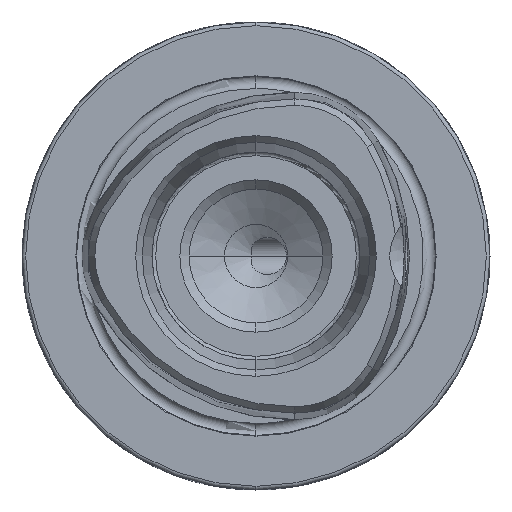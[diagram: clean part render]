
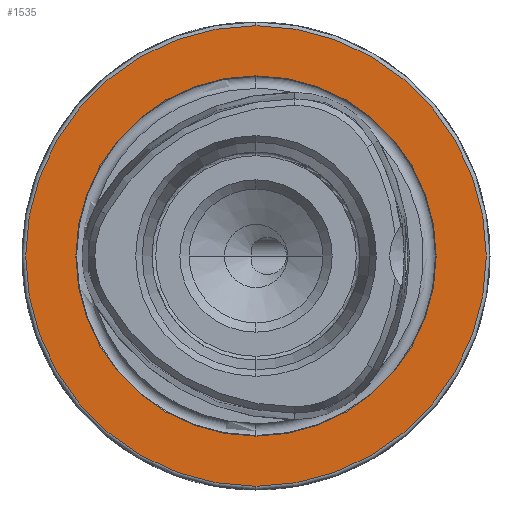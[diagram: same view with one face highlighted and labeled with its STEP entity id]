
A CAD part, left-side view. The second image highlights one B-rep face of the part: STEP entity #1535.
In plain terms, the highlighted planar face has unit normal (-1, 0, 0).
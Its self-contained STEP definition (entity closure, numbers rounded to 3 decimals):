
#286 = AXIS2_PLACEMENT_3D ( 'NONE', #6263, #6264, #6265 ) ;
#288 = AXIS2_PLACEMENT_3D ( 'NONE', #6212, #6213, #6214 ) ;
#836 = EDGE_CURVE ( 'NONE', #3205, #3192, #4659, .T. ) ;
#849 = EDGE_CURVE ( 'NONE', #3208, #3198, #4676, .T. ) ;
#1169 = AXIS2_PLACEMENT_3D ( 'NONE', #12337, #12338, #12339 ) ;
#1356 = AXIS2_PLACEMENT_3D ( 'NONE', #12537, #12538, #12539 ) ;
#1535 = ADVANCED_FACE ( 'NONE', ( #7316, #7321 ), #7871, .F. ) ;
#3192 = VERTEX_POINT ( 'NONE', #10027 ) ;
#3198 = VERTEX_POINT ( 'NONE', #10033 ) ;
#3205 = VERTEX_POINT ( 'NONE', #10040 ) ;
#3208 = VERTEX_POINT ( 'NONE', #10043 ) ;
#3478 = EDGE_LOOP ( 'NONE', ( #3672, #3673 ) ) ;
#3481 = EDGE_LOOP ( 'NONE', ( #3670, #3671 ) ) ;
#3670 = ORIENTED_EDGE ( 'NONE', *, *, #13564, .F. ) ;
#3671 = ORIENTED_EDGE ( 'NONE', *, *, #849, .F. ) ;
#3672 = ORIENTED_EDGE ( 'NONE', *, *, #836, .T. ) ;
#3673 = ORIENTED_EDGE ( 'NONE', *, *, #13610, .T. ) ;
#4659 = CIRCLE ( 'NONE', #288, 31. ) ;
#4676 = CIRCLE ( 'NONE', #286, 24.25 ) ;
#6212 = CARTESIAN_POINT ( 'NONE',  ( 0., 0., 0. ) ) ;
#6213 = DIRECTION ( 'NONE',  ( -1., 0., 0. ) ) ;
#6214 = DIRECTION ( 'NONE',  ( 0., 0., 1. ) ) ;
#6263 = CARTESIAN_POINT ( 'NONE',  ( 0., 0., 0. ) ) ;
#6264 = DIRECTION ( 'NONE',  ( -1., 0., 0. ) ) ;
#6265 = DIRECTION ( 'NONE',  ( 0., 0., 1. ) ) ;
#7316 = FACE_BOUND ( 'NONE', #3481, .T. ) ;
#7321 = FACE_OUTER_BOUND ( 'NONE', #3478, .T. ) ;
#7868 = CARTESIAN_POINT ( 'NONE',  ( 0., 24.25, 0. ) ) ;
#7871 = PLANE ( 'NONE',  #14064 ) ;
#7873 = DIRECTION ( 'NONE',  ( 1., 0., 0. ) ) ;
#7874 = DIRECTION ( 'NONE',  ( 0., 0., -1. ) ) ;
#10027 = CARTESIAN_POINT ( 'NONE',  ( 0., 0., -31. ) ) ;
#10033 = CARTESIAN_POINT ( 'NONE',  ( 0., 0., 24.25 ) ) ;
#10040 = CARTESIAN_POINT ( 'NONE',  ( 0., 0., 31. ) ) ;
#10043 = CARTESIAN_POINT ( 'NONE',  ( 0., 0., -24.25 ) ) ;
#11580 = CIRCLE ( 'NONE', #1169, 24.25 ) ;
#11643 = CIRCLE ( 'NONE', #1356, 31. ) ;
#12337 = CARTESIAN_POINT ( 'NONE',  ( 0., 0., 0. ) ) ;
#12338 = DIRECTION ( 'NONE',  ( -1., 0., 0. ) ) ;
#12339 = DIRECTION ( 'NONE',  ( 0., 0., 1. ) ) ;
#12537 = CARTESIAN_POINT ( 'NONE',  ( 0., 0., 0. ) ) ;
#12538 = DIRECTION ( 'NONE',  ( -1., 0., 0. ) ) ;
#12539 = DIRECTION ( 'NONE',  ( 0., 0., 1. ) ) ;
#13564 = EDGE_CURVE ( 'NONE', #3198, #3208, #11580, .T. ) ;
#13610 = EDGE_CURVE ( 'NONE', #3192, #3205, #11643, .T. ) ;
#14064 = AXIS2_PLACEMENT_3D ( 'NONE', #7868, #7873, #7874 ) ;
